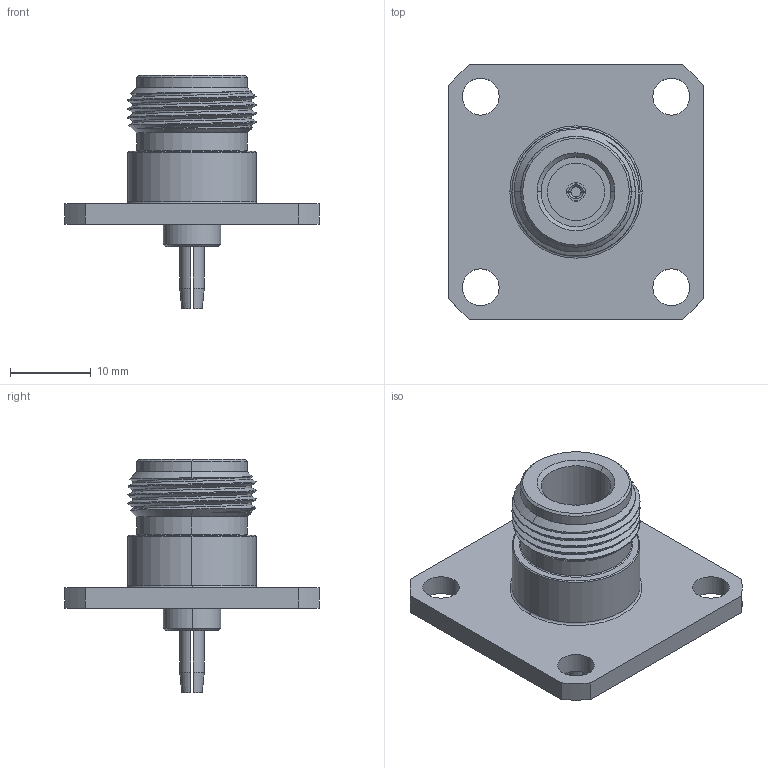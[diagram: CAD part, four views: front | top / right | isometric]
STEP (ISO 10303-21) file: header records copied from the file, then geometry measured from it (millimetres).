
FILE_DESCRIPTION (( 'STEP AP203' ), '1' );
FILE_NAME ('PE44721.step', '2018-09-05T22:56:11', ( '' ), ( '' ), 'SwSTEP 2.0', 'SolidWorks 2017', '' );
FILE_SCHEMA (( 'CONFIG_CONTROL_DESIGN' ));
Length unit declared in the file: inch
Products named in the file (1): PE44721
Bounding box: 31.5 x 31.5 x 28.91 mm (x, y, z)
Volume: 4705.3 mm3; surface area: 3740.1 mm2
Topology: 1 solids, 1 shells, 119 faces, 295 edges, 191 vertices
Faces by surface type: cylinder 52, plane 39, cone 21, torus 4, bspline 3
Entity records: 5616 total; most frequent: CARTESIAN_POINT 2789, ORIENTED_EDGE 590, DIRECTION 552, EDGE_CURVE 295, AXIS2_PLACEMENT_3D 220, VERTEX_POINT 191, EDGE_LOOP 140, FACE_OUTER_BOUND 119
